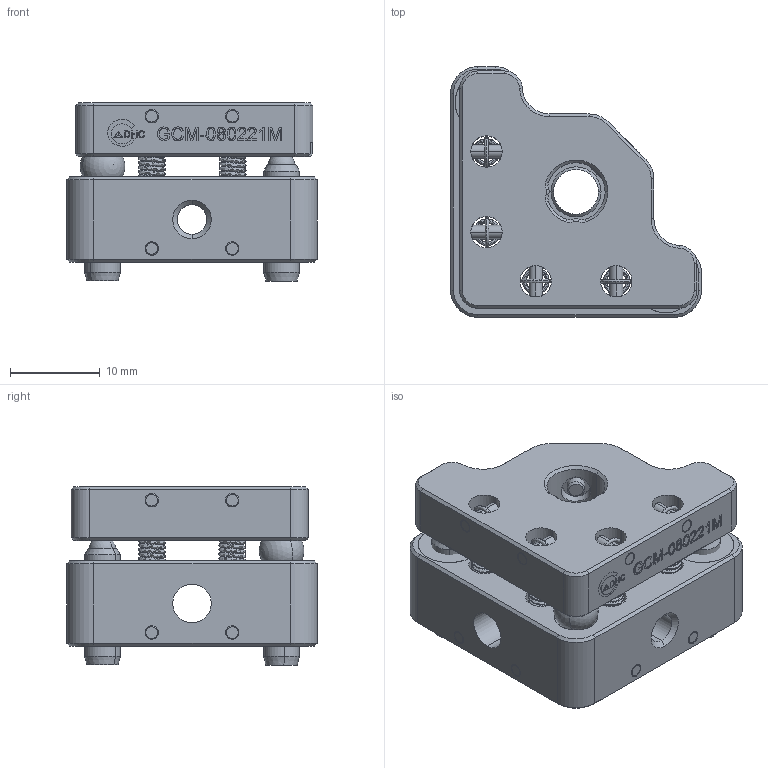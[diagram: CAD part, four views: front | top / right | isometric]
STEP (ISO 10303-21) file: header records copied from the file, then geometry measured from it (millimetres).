
FILE_DESCRIPTION (( 'STEP AP203' ), '1' );
FILE_NAME ('gcm-080221m.STEP', '2021-10-27T08:39:31', ( 'Microsoft' ), ( 'Microsoft' ), 'SwSTEP 2.0', 'SolidWorks 2015', '' );
FILE_SCHEMA (( 'CONFIG_CONTROL_DESIGN' ));
Length unit declared in the file: millimetre
Products named in the file (1): gcm-080221m
Bounding box: 28 x 28 x 19.92 mm (x, y, z)
Surface area: 5731.7 mm2 (no closed solid volume)
Topology: 0 solids, 38 shells, 458 faces, 1372 edges, 908 vertices
Faces by surface type: plane 165, cylinder 127, cone 84, bspline 76, sphere 6
Entity records: 37016 total; most frequent: CARTESIAN_POINT 25069, DIRECTION 2371, ORIENTED_EDGE 2326, EDGE_CURVE 1367, VERTEX_POINT 905, AXIS2_PLACEMENT_3D 836, LINE 699, VECTOR 699
